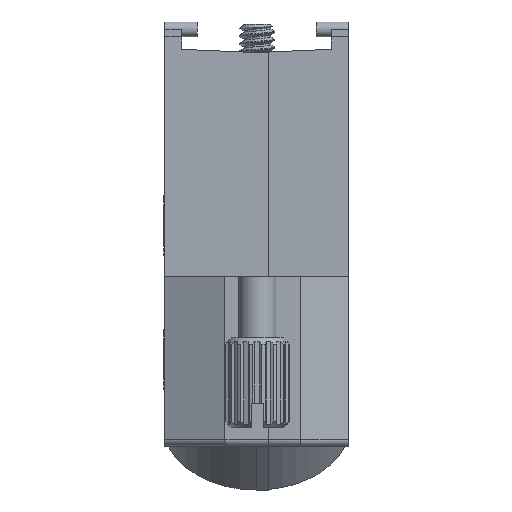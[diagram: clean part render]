
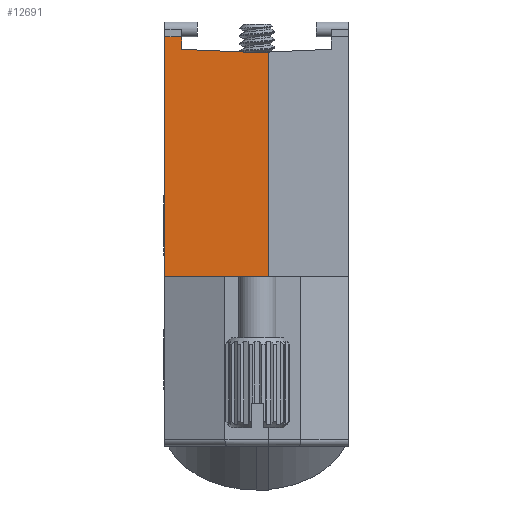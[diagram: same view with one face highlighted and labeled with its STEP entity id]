
A CAD part, left-side view. The second image highlights one B-rep face of the part: STEP entity #12691.
In plain terms, the highlighted face is planar.
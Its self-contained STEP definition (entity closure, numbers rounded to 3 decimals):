
#94 = DIRECTION ( 'NONE',  ( 0., 1., 0. ) ) ;
#658 = DIRECTION ( 'NONE',  ( 1., 0., 0. ) ) ;
#870 = CARTESIAN_POINT ( 'NONE',  ( 15.5, -7.35, 0. ) ) ;
#984 = CARTESIAN_POINT ( 'NONE',  ( 15.5, -6., 0. ) ) ;
#1464 = EDGE_CURVE ( 'NONE', #20035, #13455, #1951, .T. ) ;
#1715 = VECTOR ( 'NONE', #18733, 1000. ) ;
#1951 = LINE ( 'NONE', #14507, #12701 ) ;
#1990 = DIRECTION ( 'NONE',  ( 0., 0.999, -0.044 ) ) ;
#2163 = ORIENTED_EDGE ( 'NONE', *, *, #13092, .T. ) ;
#2674 = VECTOR ( 'NONE', #1990, 1000. ) ;
#2728 = VERTEX_POINT ( 'NONE', #15688 ) ;
#3349 = VECTOR ( 'NONE', #8354, 1000. ) ;
#3668 = CARTESIAN_POINT ( 'NONE',  ( 15.5, 0., -1.262 ) ) ;
#3762 = ORIENTED_EDGE ( 'NONE', *, *, #13215, .T. ) ;
#3962 = CARTESIAN_POINT ( 'NONE',  ( 15.5, -6., 0. ) ) ;
#4073 = VECTOR ( 'NONE', #12365, 1000. ) ;
#4933 = CARTESIAN_POINT ( 'NONE',  ( 15.5, -6., -1. ) ) ;
#5304 = AXIS2_PLACEMENT_3D ( 'NONE', #870, #658, #11698 ) ;
#5986 = EDGE_LOOP ( 'NONE', ( #10392, #2163, #17615, #3762, #17851, #10113, #16967 ) ) ;
#6000 = CARTESIAN_POINT ( 'NONE',  ( 15.5, 1., -1.262 ) ) ;
#6373 = CARTESIAN_POINT ( 'NONE',  ( 15.5, -7.35, 0. ) ) ;
#6466 = LINE ( 'NONE', #4933, #2674 ) ;
#6544 = VECTOR ( 'NONE', #94, 1000. ) ;
#7521 = LINE ( 'NONE', #6373, #10184 ) ;
#8285 = PLANE ( 'NONE',  #5304 ) ;
#8354 = DIRECTION ( 'NONE',  ( 0., 0., 1. ) ) ;
#8957 = DIRECTION ( 'NONE',  ( 0., 0., -1. ) ) ;
#9033 = EDGE_CURVE ( 'NONE', #11544, #13614, #12554, .T. ) ;
#9394 = CARTESIAN_POINT ( 'NONE',  ( 15.5, 1., -19.3 ) ) ;
#10113 = ORIENTED_EDGE ( 'NONE', *, *, #16180, .F. ) ;
#10184 = VECTOR ( 'NONE', #8957, 1000. ) ;
#10392 = ORIENTED_EDGE ( 'NONE', *, *, #12196, .F. ) ;
#11544 = VERTEX_POINT ( 'NONE', #17074 ) ;
#11698 = DIRECTION ( 'NONE',  ( 0., 0., -1. ) ) ;
#12196 = EDGE_CURVE ( 'NONE', #13205, #13084, #6466, .T. ) ;
#12365 = DIRECTION ( 'NONE',  ( 0., -1., 0. ) ) ;
#12554 = LINE ( 'NONE', #15586, #6544 ) ;
#12565 = LINE ( 'NONE', #6000, #4073 ) ;
#12691 = ADVANCED_FACE ( 'NONE', ( #14734 ), #8285, .T. ) ;
#12701 = VECTOR ( 'NONE', #17456, 1000. ) ;
#13084 = VERTEX_POINT ( 'NONE', #3668 ) ;
#13092 = EDGE_CURVE ( 'NONE', #13205, #13455, #16018, .T. ) ;
#13205 = VERTEX_POINT ( 'NONE', #13495 ) ;
#13215 = EDGE_CURVE ( 'NONE', #20035, #11544, #7521, .T. ) ;
#13455 = VERTEX_POINT ( 'NONE', #984 ) ;
#13495 = CARTESIAN_POINT ( 'NONE',  ( 15.5, -6., -1. ) ) ;
#13614 = VERTEX_POINT ( 'NONE', #9394 ) ;
#14234 = LINE ( 'NONE', #17182, #1715 ) ;
#14507 = CARTESIAN_POINT ( 'NONE',  ( 15.5, -7.35, 0. ) ) ;
#14734 = FACE_OUTER_BOUND ( 'NONE', #5986, .T. ) ;
#15586 = CARTESIAN_POINT ( 'NONE',  ( 15.5, -7.35, -19.3 ) ) ;
#15688 = CARTESIAN_POINT ( 'NONE',  ( 15.5, 1., -1.262 ) ) ;
#16018 = LINE ( 'NONE', #3962, #3349 ) ;
#16180 = EDGE_CURVE ( 'NONE', #2728, #13614, #14234, .T. ) ;
#16707 = CARTESIAN_POINT ( 'NONE',  ( 15.5, -7.35, 0. ) ) ;
#16967 = ORIENTED_EDGE ( 'NONE', *, *, #19559, .T. ) ;
#17074 = CARTESIAN_POINT ( 'NONE',  ( 15.5, -7.35, -19.3 ) ) ;
#17182 = CARTESIAN_POINT ( 'NONE',  ( 15.5, 1., -1.262 ) ) ;
#17456 = DIRECTION ( 'NONE',  ( 0., 1., 0. ) ) ;
#17615 = ORIENTED_EDGE ( 'NONE', *, *, #1464, .F. ) ;
#17851 = ORIENTED_EDGE ( 'NONE', *, *, #9033, .T. ) ;
#18733 = DIRECTION ( 'NONE',  ( 0., 0., -1. ) ) ;
#19559 = EDGE_CURVE ( 'NONE', #2728, #13084, #12565, .T. ) ;
#20035 = VERTEX_POINT ( 'NONE', #16707 ) ;
